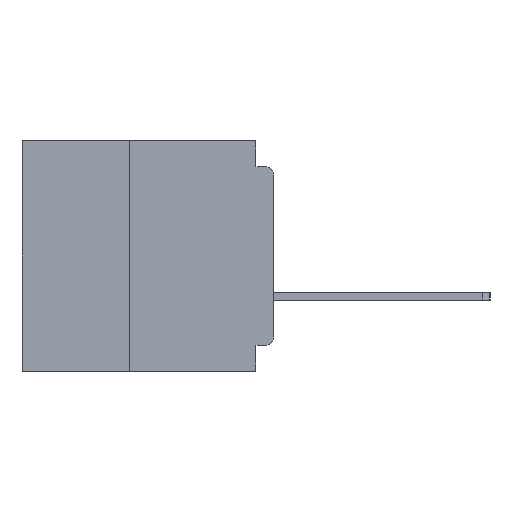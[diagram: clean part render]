
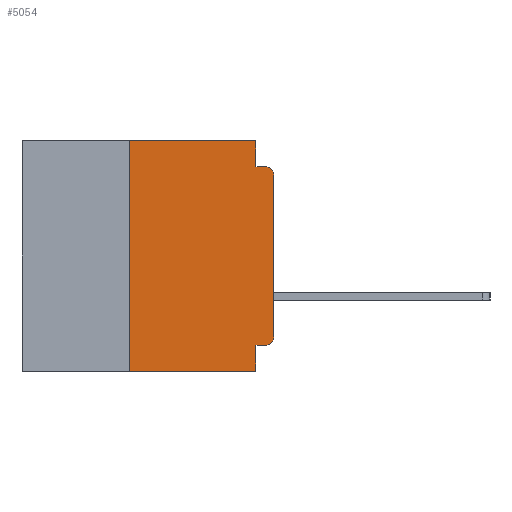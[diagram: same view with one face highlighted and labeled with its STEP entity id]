
A CAD part, left-side view. The second image highlights one B-rep face of the part: STEP entity #5054.
In plain terms, the highlighted planar face has unit normal (-1, 0, 0).
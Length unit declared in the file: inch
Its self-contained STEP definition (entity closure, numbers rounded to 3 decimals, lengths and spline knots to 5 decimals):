
#241 = CARTESIAN_POINT ( 'NONE',  ( 0., 0.031, 0. ) ) ;
#382 = VECTOR ( 'NONE', #20385, 39.37008 ) ;
#387 = CARTESIAN_POINT ( 'NONE',  ( 0., 0., -0.045 ) ) ;
#412 = EDGE_CURVE ( 'NONE', #48554, #44174, #23536, .T. ) ;
#1420 = DIRECTION ( 'NONE',  ( 0., 0., -1. ) ) ;
#1787 = EDGE_CURVE ( 'NONE', #33786, #4763, #22208, .T. ) ;
#1852 = ORIENTED_EDGE ( 'NONE', *, *, #1787, .T. ) ;
#1883 = ORIENTED_EDGE ( 'NONE', *, *, #25696, .F. ) ;
#2290 = EDGE_CURVE ( 'NONE', #33786, #46183, #31159, .T. ) ;
#4763 = VERTEX_POINT ( 'NONE', #22706 ) ;
#5054 = ADVANCED_FACE ( 'NONE', ( #25303 ), #16708, .F. ) ;
#5399 = VERTEX_POINT ( 'NONE', #15168 ) ;
#6446 = VECTOR ( 'NONE', #36481, 39.37008 ) ;
#6502 = VERTEX_POINT ( 'NONE', #18423 ) ;
#7480 = AXIS2_PLACEMENT_3D ( 'NONE', #47480, #24542, #1420 ) ;
#7592 = EDGE_CURVE ( 'NONE', #6502, #41471, #42447, .T. ) ;
#8183 = ORIENTED_EDGE ( 'NONE', *, *, #37567, .F. ) ;
#10078 = VECTOR ( 'NONE', #21635, 39.37008 ) ;
#12142 = LINE ( 'NONE', #16933, #22485 ) ;
#13574 = ORIENTED_EDGE ( 'NONE', *, *, #2290, .F. ) ;
#13691 = CARTESIAN_POINT ( 'NONE',  ( 0., 0.437, -0.4 ) ) ;
#14487 = DIRECTION ( 'NONE',  ( -1., 0., 0. ) ) ;
#14782 = CARTESIAN_POINT ( 'NONE',  ( 0., 0.031, -0.045 ) ) ;
#14943 = ORIENTED_EDGE ( 'NONE', *, *, #412, .T. ) ;
#15168 = CARTESIAN_POINT ( 'NONE',  ( 0., 0., -0.34 ) ) ;
#15860 = CARTESIAN_POINT ( 'NONE',  ( 0., 0.015, -0.06 ) ) ;
#16232 = ORIENTED_EDGE ( 'NONE', *, *, #21904, .F. ) ;
#16708 = PLANE ( 'NONE',  #7480 ) ;
#16933 = CARTESIAN_POINT ( 'NONE',  ( 0., 0., -0.355 ) ) ;
#18095 = CIRCLE ( 'NONE', #21989, 0.015 ) ;
#18201 = VERTEX_POINT ( 'NONE', #44411 ) ;
#18423 = CARTESIAN_POINT ( 'NONE',  ( 0., 0.031, 0. ) ) ;
#20309 = CARTESIAN_POINT ( 'NONE',  ( 0., 0.25, -0.4 ) ) ;
#20374 = LINE ( 'NONE', #40751, #10078 ) ;
#20385 = DIRECTION ( 'NONE',  ( 0., 0., 1. ) ) ;
#21635 = DIRECTION ( 'NONE',  ( 0., 0., 1. ) ) ;
#21904 = EDGE_CURVE ( 'NONE', #18201, #33617, #12142, .T. ) ;
#21989 = AXIS2_PLACEMENT_3D ( 'NONE', #37546, #14487, #41397 ) ;
#22208 = LINE ( 'NONE', #13691, #41404 ) ;
#22485 = VECTOR ( 'NONE', #43865, 39.37008 ) ;
#22706 = CARTESIAN_POINT ( 'NONE',  ( 0., 0.031, -0.4 ) ) ;
#23244 = VECTOR ( 'NONE', #27301, 39.37008 ) ;
#23253 = EDGE_CURVE ( 'NONE', #18201, #5399, #18095, .T. ) ;
#23536 = CIRCLE ( 'NONE', #31615, 0.015 ) ;
#24456 = ORIENTED_EDGE ( 'NONE', *, *, #23253, .T. ) ;
#24542 = DIRECTION ( 'NONE',  ( 1., 0., 0. ) ) ;
#25168 = VECTOR ( 'NONE', #27427, 39.37008 ) ;
#25303 = FACE_OUTER_BOUND ( 'NONE', #49431, .T. ) ;
#25508 = ORIENTED_EDGE ( 'NONE', *, *, #7592, .F. ) ;
#25696 = EDGE_CURVE ( 'NONE', #41471, #44174, #35342, .T. ) ;
#27301 = DIRECTION ( 'NONE',  ( 0., 0., -1. ) ) ;
#27427 = DIRECTION ( 'NONE',  ( 0., -1., 0. ) ) ;
#31159 = LINE ( 'NONE', #47236, #382 ) ;
#31615 = AXIS2_PLACEMENT_3D ( 'NONE', #15860, #41474, #48394 ) ;
#33617 = VERTEX_POINT ( 'NONE', #42331 ) ;
#33786 = VERTEX_POINT ( 'NONE', #20309 ) ;
#33926 = ORIENTED_EDGE ( 'NONE', *, *, #44512, .F. ) ;
#35342 = LINE ( 'NONE', #387, #25168 ) ;
#35851 = ORIENTED_EDGE ( 'NONE', *, *, #42560, .T. ) ;
#36481 = DIRECTION ( 'NONE',  ( 0., 0., -1. ) ) ;
#37546 = CARTESIAN_POINT ( 'NONE',  ( 0., 0.015, -0.34 ) ) ;
#37567 = EDGE_CURVE ( 'NONE', #33617, #4763, #47352, .T. ) ;
#38479 = CARTESIAN_POINT ( 'NONE',  ( 0., 0.437, 0. ) ) ;
#38814 = VECTOR ( 'NONE', #42179, 39.37008 ) ;
#38872 = CARTESIAN_POINT ( 'NONE',  ( 0., 0.25, 0. ) ) ;
#40204 = CARTESIAN_POINT ( 'NONE',  ( 0., 0.015, -0.045 ) ) ;
#40321 = CARTESIAN_POINT ( 'NONE',  ( 0., 0.031, -0.4 ) ) ;
#40596 = DIRECTION ( 'NONE',  ( 0., -1., 0. ) ) ;
#40751 = CARTESIAN_POINT ( 'NONE',  ( 0., 0., 0. ) ) ;
#41397 = DIRECTION ( 'NONE',  ( 0., 0., -1. ) ) ;
#41404 = VECTOR ( 'NONE', #40596, 39.37008 ) ;
#41471 = VERTEX_POINT ( 'NONE', #14782 ) ;
#41474 = DIRECTION ( 'NONE',  ( -1., 0., 0. ) ) ;
#42179 = DIRECTION ( 'NONE',  ( 0., -1., 0. ) ) ;
#42331 = CARTESIAN_POINT ( 'NONE',  ( 0., 0.031, -0.355 ) ) ;
#42447 = LINE ( 'NONE', #241, #23244 ) ;
#42560 = EDGE_CURVE ( 'NONE', #5399, #48554, #20374, .T. ) ;
#43865 = DIRECTION ( 'NONE',  ( 0., 1., 0. ) ) ;
#44174 = VERTEX_POINT ( 'NONE', #40204 ) ;
#44411 = CARTESIAN_POINT ( 'NONE',  ( 0., 0.015, -0.355 ) ) ;
#44512 = EDGE_CURVE ( 'NONE', #46183, #6502, #49049, .T. ) ;
#45679 = CARTESIAN_POINT ( 'NONE',  ( 0., 0., -0.06 ) ) ;
#46183 = VERTEX_POINT ( 'NONE', #38872 ) ;
#47236 = CARTESIAN_POINT ( 'NONE',  ( 0., 0.25, -0.4 ) ) ;
#47352 = LINE ( 'NONE', #40321, #6446 ) ;
#47480 = CARTESIAN_POINT ( 'NONE',  ( 0., 0.437, 0. ) ) ;
#48394 = DIRECTION ( 'NONE',  ( 0., 0., -1. ) ) ;
#48554 = VERTEX_POINT ( 'NONE', #45679 ) ;
#49049 = LINE ( 'NONE', #38479, #38814 ) ;
#49431 = EDGE_LOOP ( 'NONE', ( #35851, #14943, #1883, #25508, #33926, #13574, #1852, #8183, #16232, #24456 ) ) ;
